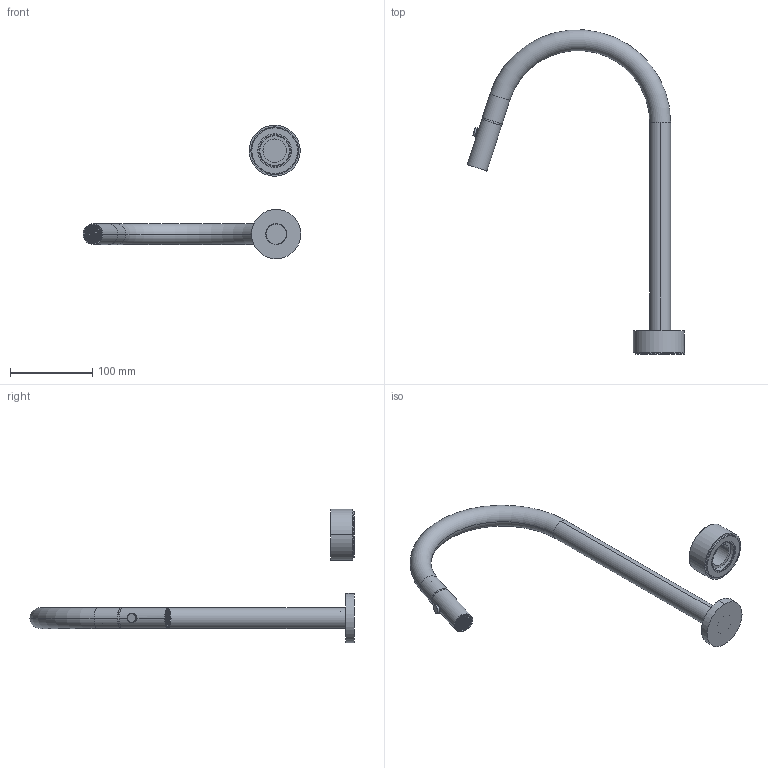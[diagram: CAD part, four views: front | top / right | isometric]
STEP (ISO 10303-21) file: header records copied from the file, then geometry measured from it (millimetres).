
FILE_DESCRIPTION (( 'STEP AP214' ), '1' );
FILE_NAME ('MPSPMSPO2F_MILLI PURE SINK PROGRESSIVE MIXER SET WITH PULL OUT SPRAY.STEP', '2020-03-12T23:52:01', ( '' ), ( '' ), 'SwSTEP 2.0', 'SolidWorks 2016', '' );
FILE_SCHEMA (( 'AUTOMOTIVE_DESIGN' ));
Length unit declared in the file: millimetre
Products named in the file (1): MPSPMSPO2F_MILLI PURE SINK PROGRESSIVE MIXER SET WITH PULL OUT SPRAY
Bounding box: 264.83 x 394.21 x 162.44 mm (x, y, z)
Volume: 158464.1 mm3; surface area: 126696.5 mm2
Topology: 6 solids, 8 shells, 787 faces, 2062 edges, 1372 vertices
Faces by surface type: plane 501, cylinder 229, cone 29, torus 16, bspline 12
Entity records: 35047 total; most frequent: CARTESIAN_POINT 13355, ORIENTED_EDGE 4120, DIRECTION 3481, EDGE_CURVE 2060, VECTOR 1407, LINE 1407, VERTEX_POINT 1372, AXIS2_PLACEMENT_3D 1037
